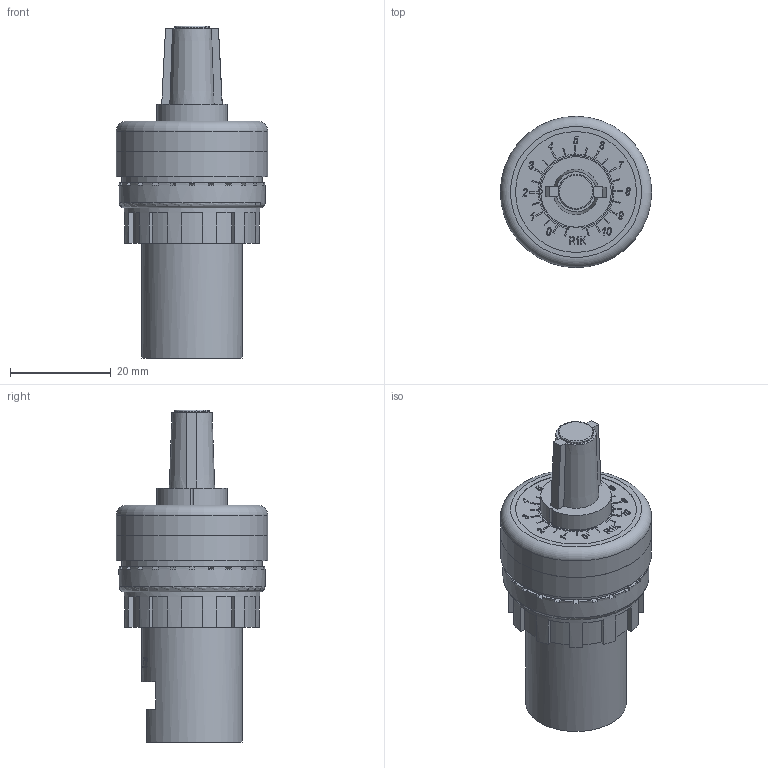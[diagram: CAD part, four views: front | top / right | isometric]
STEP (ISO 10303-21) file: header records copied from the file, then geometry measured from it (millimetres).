
FILE_DESCRIPTION (( 'STEP AP214' ), '1' );
FILE_NAME ('3D 斁麧錪 MT22-R1.STEP', '2019-05-15T14:18:37', ( '' ), ( '' ), 'SwSTEP 2.0', 'SolidWorks 2015', '' );
FILE_SCHEMA (( 'AUTOMOTIVE_DESIGN' ));
Length unit declared in the file: millimetre
Products named in the file (5): 扻錪犩_MT22; 3D 斁麧錪 MT22-R1; 语腩蝽栩咫黖00; MT22-R1_00; 抔樦憵 DG126
Assembly tree (6 placements, depth 2):
  3D 斁麧錪 MT22-R1
    语腩蝽栩咫黖00
    MT22-R1_00
    抔樦憵 DG126  x3
    扻錪犩_MT22
Bounding box: 30.05 x 30.05 x 65.9 mm (x, y, z)
Volume: 21821.7 mm3; surface area: 11518.3 mm2
Topology: 6 solids, 6 shells, 726 faces, 2016 edges, 1344 vertices
Faces by surface type: plane 431, bspline 179, cylinder 105, torus 9, cone 2
Full cylindrical faces by diameter (mm): 3.3 x3, 3.5 x3, 7 x1, 20 x1, 21 x1, 21.5 x6, 23 x1, 24 x1, 25 x1, 27 x1, 28 x1, 29 x1, 30 x1, 30.05 x1
Entity records: 33524 total; most frequent: CARTESIAN_POINT 14124, ORIENTED_EDGE 3512, DIRECTION 2604, EDGE_CURVE 1756, VERTEX_POINT 1178, LINE 1006, VECTOR 1006, AXIS2_PLACEMENT_3D 799
